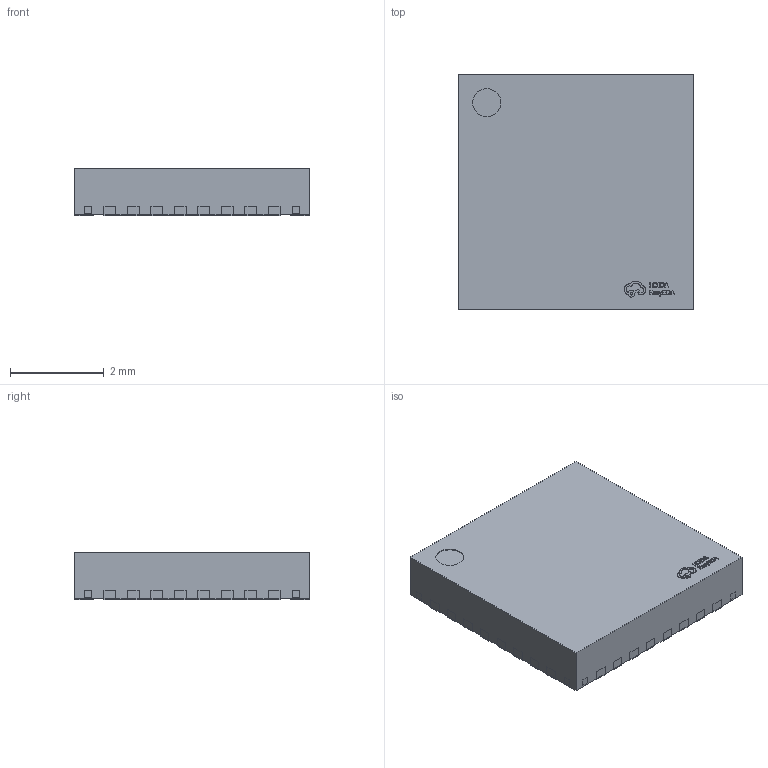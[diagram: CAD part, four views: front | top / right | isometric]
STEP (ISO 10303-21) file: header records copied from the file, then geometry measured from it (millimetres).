
FILE_DESCRIPTION (( 'STEP AP214' ), '1' );
FILE_NAME ('QFN-32_L5.0-W5.0-H1.0-P0.50-TL-EP.step', '2022-07-15T03:16:11', ( '' ), ( '' ), 'SwSTEP 2.0', 'SolidWorks 2020', '' );
FILE_SCHEMA (( 'AUTOMOTIVE_DESIGN' ));
Length unit declared in the file: millimetre
Products named in the file (1): QFN-32_L5.0-W5.0-H1.0-P0.50-TL-EP
Bounding box: 5 x 5 x 1.01 mm (x, y, z)
Surface area: 120 mm2
Topology: 66 solids, 66 shells, 1011 faces, 2564 edges, 1720 vertices
Faces by surface type: plane 705, cylinder 194, bspline 112
Entity records: 42561 total; most frequent: CARTESIAN_POINT 7400, ORIENTED_EDGE 5128, DIRECTION 4524, EDGE_CURVE 2564, VECTOR 1948, LINE 1948, VERTEX_POINT 1720, AXIS2_PLACEMENT_3D 1288
